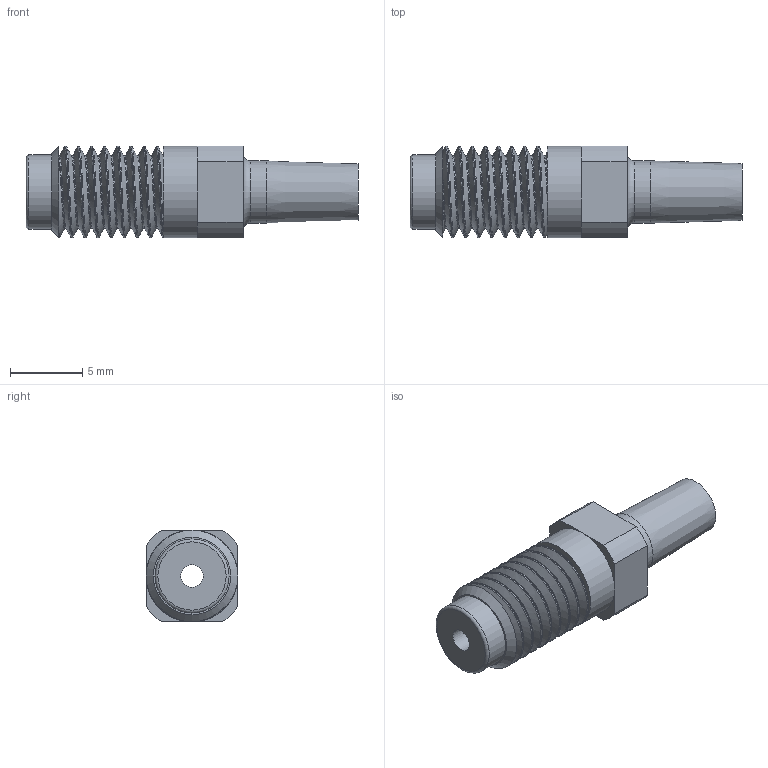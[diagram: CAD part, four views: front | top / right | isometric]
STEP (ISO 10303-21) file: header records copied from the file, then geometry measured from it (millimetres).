
FILE_DESCRIPTION((''),'2;1');
FILE_NAME('312782-CMLAPK Male luer adapter.stp','2013-08-19T16:39:56',('Franzp'),(''),'Autodesk Inventor 2013','Autodesk Inventor 2013','');
FILE_SCHEMA(('AUTOMOTIVE_DESIGN { 1 0 10303 214 1 1 1 1 }'));
Length unit declared in the file: millimetre
Products named in the file (1): 312782
Bounding box: 23.01 x 6.35 x 6.35 mm (x, y, z)
Volume: 494.9 mm3; surface area: 940.3 mm2
Topology: 2 solids, 2 shells, 37 faces, 80 edges, 51 vertices
Faces by surface type: plane 16, cylinder 11, bspline 6, torus 2, cone 2
Full cylindrical faces by diameter (mm): 1.587 x1, 4.318 x1, 5.005 x2, 5.131 x1, 6.35 x1
Entity records: 4214 total; most frequent: CARTESIAN_POINT 3442, DIRECTION 144, ORIENTED_EDGE 138, EDGE_CURVE 69, AXIS2_PLACEMENT_3D 62, EDGE_LOOP 55, VERTEX_POINT 50, FACE_OUTER_BOUND 37
